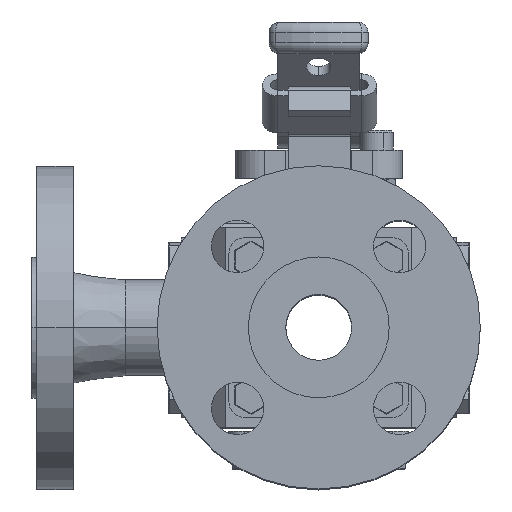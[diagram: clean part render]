
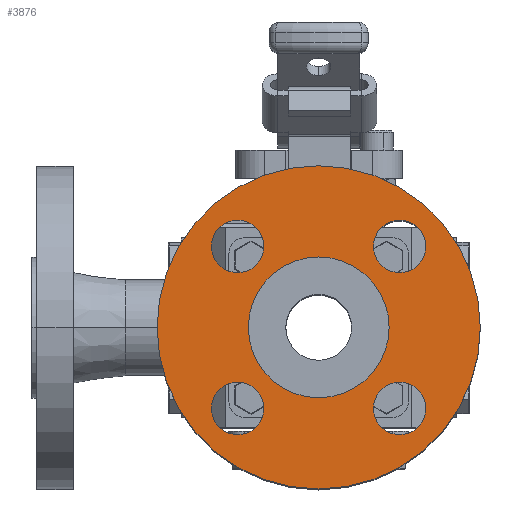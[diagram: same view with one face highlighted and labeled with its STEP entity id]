
A CAD part, top view. The second image highlights one B-rep face of the part: STEP entity #3876.
In plain terms, the highlighted planar face has unit normal (0, 0, 1).
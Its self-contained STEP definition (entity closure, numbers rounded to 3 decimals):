
#173 = VERTEX_POINT ( 'NONE', #1413 ) ;
#1034 = DIRECTION ( 'NONE',  ( 0., 1., 0. ) ) ;
#1125 = EDGE_CURVE ( 'NONE', #7317, #6457, #9922, .T. ) ;
#1413 = CARTESIAN_POINT ( 'NONE',  ( -16.695, 24.696, 85.979 ) ) ;
#1552 = CARTESIAN_POINT ( 'NONE',  ( -49.276, 0., 85.979 ) ) ;
#1615 = EDGE_CURVE ( 'NONE', #8689, #173, #18815, .T. ) ;
#1680 = DIRECTION ( 'NONE',  ( 0., 1., 0. ) ) ;
#1757 = CARTESIAN_POINT ( 'NONE',  ( 0., 0., 85.979 ) ) ;
#1984 = PLANE ( 'NONE',  #25264 ) ;
#2048 = CARTESIAN_POINT ( 'NONE',  ( 24.696, 24.696, 85.979 ) ) ;
#2341 = CIRCLE ( 'NONE', #24734, 8.001 ) ;
#2451 = AXIS2_PLACEMENT_3D ( 'NONE', #17737, #15907, #5709 ) ;
#2666 = EDGE_CURVE ( 'NONE', #6457, #7317, #6278, .T. ) ;
#3009 = CARTESIAN_POINT ( 'NONE',  ( 16.695, -24.696, 85.979 ) ) ;
#3359 = DIRECTION ( 'NONE',  ( 0., 0., 1. ) ) ;
#3386 = CARTESIAN_POINT ( 'NONE',  ( 24.696, -24.696, 85.979 ) ) ;
#3392 = EDGE_LOOP ( 'NONE', ( #15741, #5475 ) ) ;
#3876 = ADVANCED_FACE ( 'NONE', ( #22144, #20419, #26055, #7969, #10365, #6132 ), #1984, .T. ) ;
#4278 = CARTESIAN_POINT ( 'NONE',  ( -16.695, -24.696, 85.979 ) ) ;
#4371 = EDGE_CURVE ( 'NONE', #25519, #25194, #16065, .T. ) ;
#5118 = EDGE_LOOP ( 'NONE', ( #5385, #5713 ) ) ;
#5283 = AXIS2_PLACEMENT_3D ( 'NONE', #1757, #15721, #5511 ) ;
#5385 = ORIENTED_EDGE ( 'NONE', *, *, #11321, .T. ) ;
#5475 = ORIENTED_EDGE ( 'NONE', *, *, #1615, .F. ) ;
#5511 = DIRECTION ( 'NONE',  ( 1., 0., 0. ) ) ;
#5709 = DIRECTION ( 'NONE',  ( -1., 0., 0. ) ) ;
#5713 = ORIENTED_EDGE ( 'NONE', *, *, #24429, .T. ) ;
#6132 = FACE_BOUND ( 'NONE', #11311, .T. ) ;
#6151 = DIRECTION ( 'NONE',  ( 0., 0., 1. ) ) ;
#6157 = DIRECTION ( 'NONE',  ( 0., 0., 1. ) ) ;
#6278 = CIRCLE ( 'NONE', #2451, 8.001 ) ;
#6457 = VERTEX_POINT ( 'NONE', #4278 ) ;
#6523 = CIRCLE ( 'NONE', #22162, 8.001 ) ;
#6845 = EDGE_CURVE ( 'NONE', #12765, #20336, #12815, .T. ) ;
#6936 = CARTESIAN_POINT ( 'NONE',  ( -32.697, 24.696, 85.979 ) ) ;
#6944 = CIRCLE ( 'NONE', #19600, 49.276 ) ;
#7317 = VERTEX_POINT ( 'NONE', #20272 ) ;
#7764 = DIRECTION ( 'NONE',  ( 1., 0., 0. ) ) ;
#7807 = CIRCLE ( 'NONE', #5283, 49.276 ) ;
#7969 = FACE_BOUND ( 'NONE', #19399, .T. ) ;
#8369 = VERTEX_POINT ( 'NONE', #8501 ) ;
#8501 = CARTESIAN_POINT ( 'NONE',  ( 49.276, 0., 85.979 ) ) ;
#8689 = VERTEX_POINT ( 'NONE', #6936 ) ;
#8875 = AXIS2_PLACEMENT_3D ( 'NONE', #22409, #6151, #18293 ) ;
#9058 = VERTEX_POINT ( 'NONE', #9618 ) ;
#9526 = DIRECTION ( 'NONE',  ( 0., 0., 1. ) ) ;
#9618 = CARTESIAN_POINT ( 'NONE',  ( 32.697, -24.696, 85.979 ) ) ;
#9632 = CARTESIAN_POINT ( 'NONE',  ( 0., 0., 85.979 ) ) ;
#9695 = CARTESIAN_POINT ( 'NONE',  ( -21.463, 0., 85.979 ) ) ;
#9922 = CIRCLE ( 'NONE', #18781, 8.001 ) ;
#10365 = FACE_OUTER_BOUND ( 'NONE', #5118, .T. ) ;
#11195 = ORIENTED_EDGE ( 'NONE', *, *, #17036, .F. ) ;
#11311 = EDGE_LOOP ( 'NONE', ( #15599, #12221 ) ) ;
#11321 = EDGE_CURVE ( 'NONE', #12508, #8369, #7807, .T. ) ;
#11480 = DIRECTION ( 'NONE',  ( 0., -1., 0. ) ) ;
#11753 = EDGE_CURVE ( 'NONE', #173, #8689, #2341, .T. ) ;
#12221 = ORIENTED_EDGE ( 'NONE', *, *, #19039, .F. ) ;
#12385 = CARTESIAN_POINT ( 'NONE',  ( 21.463, 0., 85.979 ) ) ;
#12393 = CARTESIAN_POINT ( 'NONE',  ( 16.695, 24.696, 85.979 ) ) ;
#12508 = VERTEX_POINT ( 'NONE', #1552 ) ;
#12765 = VERTEX_POINT ( 'NONE', #12393 ) ;
#12815 = CIRCLE ( 'NONE', #16661, 8.001 ) ;
#13346 = DIRECTION ( 'NONE',  ( 1., 0., 0. ) ) ;
#13990 = DIRECTION ( 'NONE',  ( 0., 0., 1. ) ) ;
#14168 = AXIS2_PLACEMENT_3D ( 'NONE', #21982, #20131, #1680 ) ;
#14181 = DIRECTION ( 'NONE',  ( 0., 0., 1. ) ) ;
#14203 = DIRECTION ( 'NONE',  ( 1., 0., 0. ) ) ;
#15174 = EDGE_CURVE ( 'NONE', #9058, #16900, #17328, .T. ) ;
#15332 = DIRECTION ( 'NONE',  ( 0., 0., 1. ) ) ;
#15599 = ORIENTED_EDGE ( 'NONE', *, *, #4371, .F. ) ;
#15721 = DIRECTION ( 'NONE',  ( 0., 0., 1. ) ) ;
#15741 = ORIENTED_EDGE ( 'NONE', *, *, #11753, .F. ) ;
#15860 = EDGE_LOOP ( 'NONE', ( #22083, #24374 ) ) ;
#15907 = DIRECTION ( 'NONE',  ( 0., 0., 1. ) ) ;
#16065 = CIRCLE ( 'NONE', #17743, 21.463 ) ;
#16120 = DIRECTION ( 'NONE',  ( 1., 0., 0. ) ) ;
#16214 = CARTESIAN_POINT ( 'NONE',  ( 0., 0., 85.979 ) ) ;
#16610 = ORIENTED_EDGE ( 'NONE', *, *, #15174, .F. ) ;
#16661 = AXIS2_PLACEMENT_3D ( 'NONE', #2048, #13990, #16120 ) ;
#16900 = VERTEX_POINT ( 'NONE', #3009 ) ;
#17036 = EDGE_CURVE ( 'NONE', #20336, #12765, #23287, .T. ) ;
#17188 = DIRECTION ( 'NONE',  ( 0., 0., 1. ) ) ;
#17328 = CIRCLE ( 'NONE', #8875, 8.001 ) ;
#17737 = CARTESIAN_POINT ( 'NONE',  ( -24.696, -24.696, 85.979 ) ) ;
#17743 = AXIS2_PLACEMENT_3D ( 'NONE', #25338, #15332, #21435 ) ;
#18293 = DIRECTION ( 'NONE',  ( 0., -1., 0. ) ) ;
#18652 = AXIS2_PLACEMENT_3D ( 'NONE', #19573, #25617, #13346 ) ;
#18781 = AXIS2_PLACEMENT_3D ( 'NONE', #21658, #3359, #19519 ) ;
#18815 = CIRCLE ( 'NONE', #14168, 8.001 ) ;
#19039 = EDGE_CURVE ( 'NONE', #25194, #25519, #22739, .T. ) ;
#19165 = CARTESIAN_POINT ( 'NONE',  ( -24.696, 24.696, 85.979 ) ) ;
#19399 = EDGE_LOOP ( 'NONE', ( #11195, #25422 ) ) ;
#19519 = DIRECTION ( 'NONE',  ( -1., 0., 0. ) ) ;
#19573 = CARTESIAN_POINT ( 'NONE',  ( 24.696, 24.696, 85.979 ) ) ;
#19600 = AXIS2_PLACEMENT_3D ( 'NONE', #9632, #24164, #7764 ) ;
#20131 = DIRECTION ( 'NONE',  ( 0., 0., 1. ) ) ;
#20272 = CARTESIAN_POINT ( 'NONE',  ( -32.697, -24.696, 85.979 ) ) ;
#20336 = VERTEX_POINT ( 'NONE', #22570 ) ;
#20419 = FACE_BOUND ( 'NONE', #15860, .T. ) ;
#21435 = DIRECTION ( 'NONE',  ( 1., 0., 0. ) ) ;
#21658 = CARTESIAN_POINT ( 'NONE',  ( -24.696, -24.696, 85.979 ) ) ;
#21982 = CARTESIAN_POINT ( 'NONE',  ( -24.696, 24.696, 85.979 ) ) ;
#22011 = CARTESIAN_POINT ( 'NONE',  ( 0., 0., 85.979 ) ) ;
#22083 = ORIENTED_EDGE ( 'NONE', *, *, #2666, .F. ) ;
#22144 = FACE_BOUND ( 'NONE', #22208, .T. ) ;
#22162 = AXIS2_PLACEMENT_3D ( 'NONE', #3386, #17188, #11480 ) ;
#22208 = EDGE_LOOP ( 'NONE', ( #16610, #23840 ) ) ;
#22409 = CARTESIAN_POINT ( 'NONE',  ( 24.696, -24.696, 85.979 ) ) ;
#22524 = DIRECTION ( 'NONE',  ( 1., 0., 0. ) ) ;
#22570 = CARTESIAN_POINT ( 'NONE',  ( 32.697, 24.696, 85.979 ) ) ;
#22739 = CIRCLE ( 'NONE', #24836, 21.463 ) ;
#23287 = CIRCLE ( 'NONE', #18652, 8.001 ) ;
#23840 = ORIENTED_EDGE ( 'NONE', *, *, #24289, .F. ) ;
#24164 = DIRECTION ( 'NONE',  ( 0., 0., 1. ) ) ;
#24289 = EDGE_CURVE ( 'NONE', #16900, #9058, #6523, .T. ) ;
#24374 = ORIENTED_EDGE ( 'NONE', *, *, #1125, .F. ) ;
#24429 = EDGE_CURVE ( 'NONE', #8369, #12508, #6944, .T. ) ;
#24734 = AXIS2_PLACEMENT_3D ( 'NONE', #19165, #9526, #1034 ) ;
#24836 = AXIS2_PLACEMENT_3D ( 'NONE', #16214, #6157, #14203 ) ;
#25194 = VERTEX_POINT ( 'NONE', #12385 ) ;
#25264 = AXIS2_PLACEMENT_3D ( 'NONE', #22011, #14181, #22524 ) ;
#25338 = CARTESIAN_POINT ( 'NONE',  ( 0., 0., 85.979 ) ) ;
#25422 = ORIENTED_EDGE ( 'NONE', *, *, #6845, .F. ) ;
#25519 = VERTEX_POINT ( 'NONE', #9695 ) ;
#25617 = DIRECTION ( 'NONE',  ( 0., 0., 1. ) ) ;
#26055 = FACE_BOUND ( 'NONE', #3392, .T. ) ;
